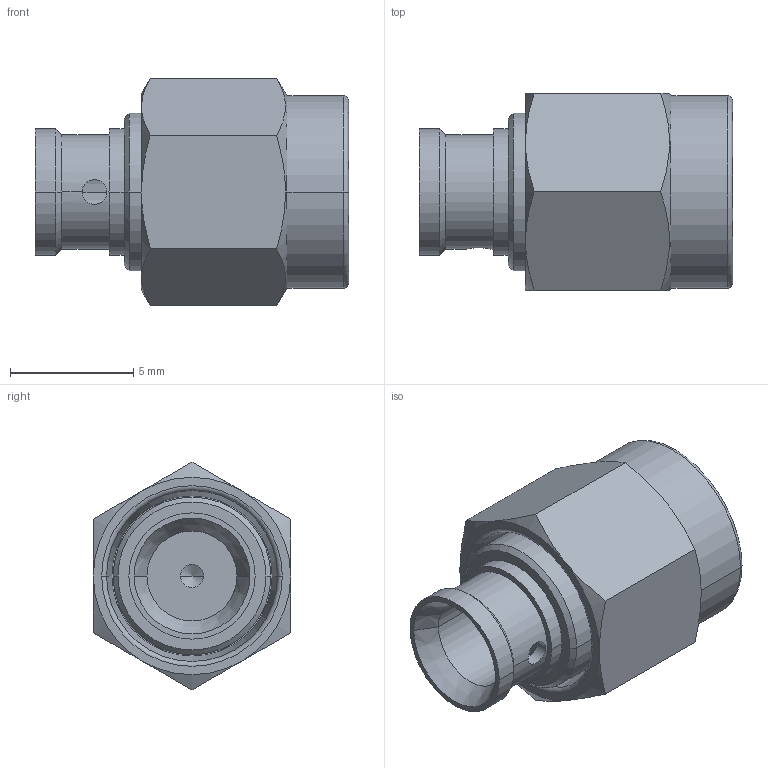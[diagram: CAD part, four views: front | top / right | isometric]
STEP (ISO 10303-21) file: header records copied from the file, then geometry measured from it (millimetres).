
FILE_DESCRIPTION (( 'STEP AP203' ), '1' );
FILE_NAME ('FMCN1939_3D.STEP', '2022-09-02T05:51:53', ( '' ), ( '' ), 'SwSTEP 2.0', 'SolidWorks 2021', '' );
FILE_SCHEMA (( 'CONFIG_CONTROL_DESIGN' ));
Length unit declared in the file: millimetre
Products named in the file (1): FMCN1939_3D
Bounding box: 12.7 x 8 x 9.24 mm (x, y, z)
Volume: 331.7 mm3; surface area: 995.3 mm2
Topology: 4 solids, 5 shells, 135 faces, 298 edges, 183 vertices
Faces by surface type: cylinder 69, plane 29, cone 29, torus 6, bspline 2
Entity records: 7373 total; most frequent: CARTESIAN_POINT 4327, DIRECTION 638, ORIENTED_EDGE 592, EDGE_CURVE 296, AXIS2_PLACEMENT_3D 270, VERTEX_POINT 183, EDGE_LOOP 157, CIRCLE 136
